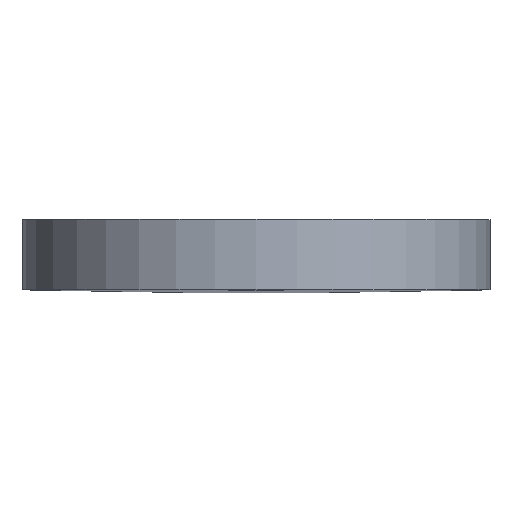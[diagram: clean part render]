
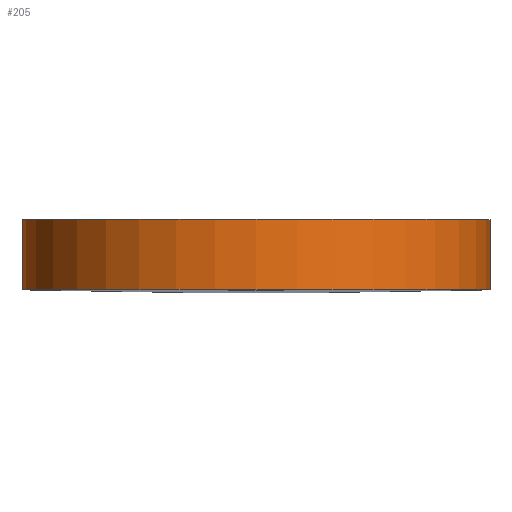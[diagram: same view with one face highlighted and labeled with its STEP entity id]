
A CAD part, top view. The second image highlights one B-rep face of the part: STEP entity #205.
In plain terms, the highlighted cylindrical face has radius 10 mm (diameter 20 mm), a partial arc.
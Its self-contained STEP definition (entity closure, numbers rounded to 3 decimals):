
#7 = EDGE_CURVE ( 'NONE', #10, #254, #189, .T. ) ;
#10 = VERTEX_POINT ( 'NONE', #250 ) ;
#13 = CARTESIAN_POINT ( 'NONE',  ( 0., 3., 0. ) ) ;
#36 = AXIS2_PLACEMENT_3D ( 'NONE', #13, #237, #211 ) ;
#37 = CYLINDRICAL_SURFACE ( 'NONE', #36, 10. ) ;
#39 = EDGE_CURVE ( 'NONE', #254, #268, #246, .T. ) ;
#51 = CARTESIAN_POINT ( 'NONE',  ( 10., 0., 0. ) ) ;
#55 = CIRCLE ( 'NONE', #152, 10. ) ;
#72 = CARTESIAN_POINT ( 'NONE',  ( -10., 3., 0. ) ) ;
#77 = DIRECTION ( 'NONE',  ( 0., 1., 0. ) ) ;
#85 = CARTESIAN_POINT ( 'NONE',  ( -10., 0., 0. ) ) ;
#87 = ORIENTED_EDGE ( 'NONE', *, *, #163, .F. ) ;
#99 = ORIENTED_EDGE ( 'NONE', *, *, #39, .T. ) ;
#111 = FACE_OUTER_BOUND ( 'NONE', #255, .T. ) ;
#119 = CARTESIAN_POINT ( 'NONE',  ( 10., 3., 0. ) ) ;
#120 = CARTESIAN_POINT ( 'NONE',  ( 10., 3., 0. ) ) ;
#131 = CARTESIAN_POINT ( 'NONE',  ( 0., 0., 0. ) ) ;
#139 = ORIENTED_EDGE ( 'NONE', *, *, #7, .T. ) ;
#152 = AXIS2_PLACEMENT_3D ( 'NONE', #245, #77, #202 ) ;
#163 = EDGE_CURVE ( 'NONE', #263, #268, #285, .T. ) ;
#169 = AXIS2_PLACEMENT_3D ( 'NONE', #131, #206, #222 ) ;
#171 = VECTOR ( 'NONE', #190, 1000. ) ;
#189 = LINE ( 'NONE', #72, #257 ) ;
#190 = DIRECTION ( 'NONE',  ( 0., -1., 0. ) ) ;
#202 = DIRECTION ( 'NONE',  ( 0., 0., 1. ) ) ;
#205 = ADVANCED_FACE ( 'NONE', ( #111 ), #37, .T. ) ;
#206 = DIRECTION ( 'NONE',  ( 0., 1., 0. ) ) ;
#211 = DIRECTION ( 'NONE',  ( 0., 0., -1. ) ) ;
#222 = DIRECTION ( 'NONE',  ( 0., 0., 1. ) ) ;
#237 = DIRECTION ( 'NONE',  ( 0., -1., 0. ) ) ;
#245 = CARTESIAN_POINT ( 'NONE',  ( 0., 3., 0. ) ) ;
#246 = CIRCLE ( 'NONE', #169, 10. ) ;
#250 = CARTESIAN_POINT ( 'NONE',  ( -10., 3., 0. ) ) ;
#254 = VERTEX_POINT ( 'NONE', #85 ) ;
#255 = EDGE_LOOP ( 'NONE', ( #99, #87, #275, #139 ) ) ;
#257 = VECTOR ( 'NONE', #299, 1000. ) ;
#263 = VERTEX_POINT ( 'NONE', #120 ) ;
#268 = VERTEX_POINT ( 'NONE', #51 ) ;
#275 = ORIENTED_EDGE ( 'NONE', *, *, #277, .F. ) ;
#277 = EDGE_CURVE ( 'NONE', #10, #263, #55, .T. ) ;
#285 = LINE ( 'NONE', #119, #171 ) ;
#299 = DIRECTION ( 'NONE',  ( 0., -1., 0. ) ) ;
